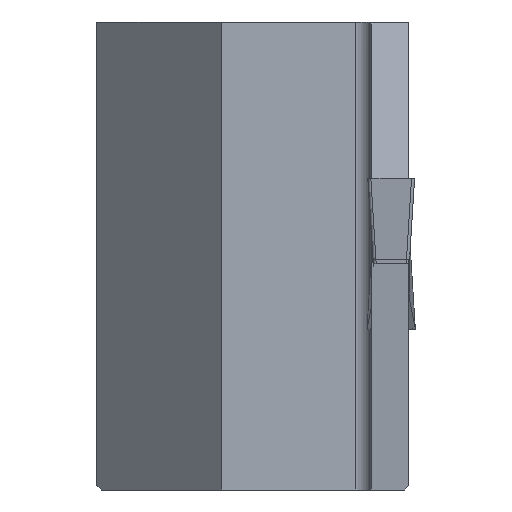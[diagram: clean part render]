
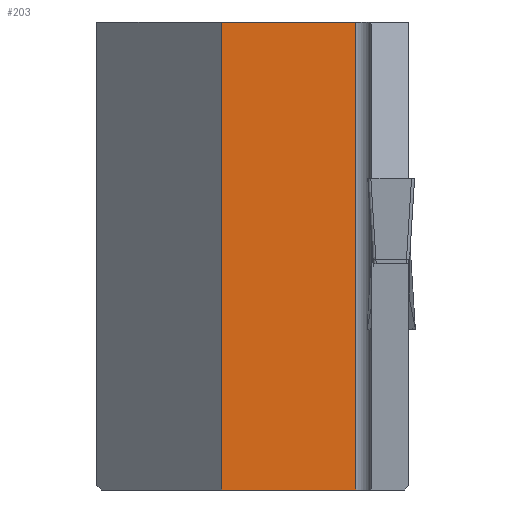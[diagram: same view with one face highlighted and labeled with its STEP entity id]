
A CAD part, left-side view. The second image highlights one B-rep face of the part: STEP entity #203.
In plain terms, the highlighted planar face has unit normal (-1, 0, 0).
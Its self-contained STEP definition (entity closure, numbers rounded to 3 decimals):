
#203=ADVANCED_FACE('',(#298),#254,.T.);
#254=PLANE('',#1105);
#298=FACE_OUTER_BOUND('',#349,.T.);
#349=EDGE_LOOP('',(#446,#447,#448,#449));
#446=ORIENTED_EDGE('',*,*,#765,.F.);
#447=ORIENTED_EDGE('',*,*,#781,.T.);
#448=ORIENTED_EDGE('',*,*,#782,.T.);
#449=ORIENTED_EDGE('',*,*,#783,.T.);
#678=VERTEX_POINT('',#1457);
#682=VERTEX_POINT('',#1465);
#694=VERTEX_POINT('',#1499);
#695=VERTEX_POINT('',#1501);
#765=EDGE_CURVE('',#682,#678,#890,.T.);
#781=EDGE_CURVE('',#682,#694,#905,.T.);
#782=EDGE_CURVE('',#694,#695,#906,.T.);
#783=EDGE_CURVE('',#695,#678,#907,.T.);
#890=LINE('',#1466,#1002);
#905=LINE('',#1498,#1017);
#906=LINE('',#1500,#1018);
#907=LINE('',#1502,#1019);
#1002=VECTOR('',#1197,1.);
#1017=VECTOR('',#1224,1.);
#1018=VECTOR('',#1225,1.);
#1019=VECTOR('',#1226,1.);
#1105=AXIS2_PLACEMENT_3D('',#1503,#1227,#1228);
#1197=DIRECTION('',(0.,-1.,0.));
#1224=DIRECTION('',(0.,0.,-1.));
#1225=DIRECTION('',(0.,-1.,0.));
#1226=DIRECTION('',(0.,0.,1.));
#1227=DIRECTION('',(-1.,0.,0.));
#1228=DIRECTION('',(0.,0.,1.));
#1457=CARTESIAN_POINT('',(21.,-16.6,10.));
#1465=CARTESIAN_POINT('',(21.,-8.,10.));
#1466=CARTESIAN_POINT('',(21.,7.325,10.));
#1498=CARTESIAN_POINT('',(21.,-8.,-30.));
#1499=CARTESIAN_POINT('',(21.,-8.,-20.));
#1500=CARTESIAN_POINT('',(21.,7.325,-20.));
#1501=CARTESIAN_POINT('',(21.,-16.6,-20.));
#1502=CARTESIAN_POINT('',(21.,-16.6,10.));
#1503=CARTESIAN_POINT('',(21.,7.325,10.));
